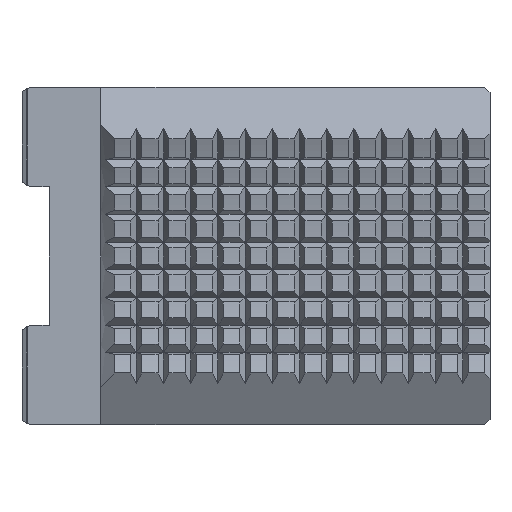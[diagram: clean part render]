
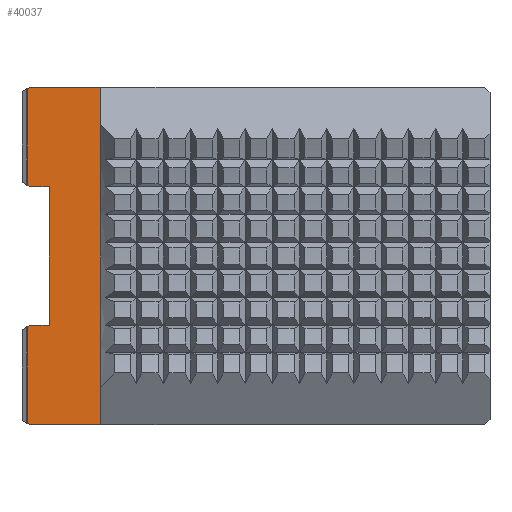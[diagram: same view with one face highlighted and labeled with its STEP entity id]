
A CAD part, front view. The second image highlights one B-rep face of the part: STEP entity #40037.
In plain terms, the highlighted planar face has unit normal (0, -1, 0).
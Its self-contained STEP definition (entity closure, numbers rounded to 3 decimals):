
#374 = EDGE_LOOP ( 'NONE', ( #8940, #1961, #7190, #14113, #13738, #46600, #14988, #49353, #24863, #26807, #23896, #49429, #33701 ) ) ;
#402 = EDGE_CURVE ( 'NONE', #32282, #40106, #17196, .T. ) ;
#1825 = CARTESIAN_POINT ( 'NONE',  ( 14.5, 37.35, -31. ) ) ;
#1859 = VECTOR ( 'NONE', #34659, 1000. ) ;
#1860 = EDGE_CURVE ( 'NONE', #2983, #39358, #32044, .T. ) ;
#1961 = ORIENTED_EDGE ( 'NONE', *, *, #40372, .F. ) ;
#2542 = EDGE_CURVE ( 'NONE', #32581, #40577, #38997, .T. ) ;
#2857 = FACE_OUTER_BOUND ( 'NONE', #374, .T. ) ;
#2983 = VERTEX_POINT ( 'NONE', #18180 ) ;
#3357 = CARTESIAN_POINT ( 'NONE',  ( 0.95, 37.35, 13.01 ) ) ;
#4374 = VECTOR ( 'NONE', #33515, 1000. ) ;
#4386 = CARTESIAN_POINT ( 'NONE',  ( 14.5, 37.35, 0. ) ) ;
#4418 = DIRECTION ( 'NONE',  ( -1., 0., 0. ) ) ;
#4819 = DIRECTION ( 'NONE',  ( 0., 0., 1. ) ) ;
#5381 = VERTEX_POINT ( 'NONE', #27186 ) ;
#5509 = CARTESIAN_POINT ( 'NONE',  ( 86., 37.35, -12.75 ) ) ;
#7190 = ORIENTED_EDGE ( 'NONE', *, *, #28086, .F. ) ;
#8940 = ORIENTED_EDGE ( 'NONE', *, *, #1860, .F. ) ;
#10065 = VERTEX_POINT ( 'NONE', #45072 ) ;
#10074 = EDGE_CURVE ( 'NONE', #46169, #10065, #30496, .T. ) ;
#10566 = DIRECTION ( 'NONE',  ( 0.866, 0., 0.5 ) ) ;
#11084 = PLANE ( 'NONE',  #14604 ) ;
#11211 = LINE ( 'NONE', #18609, #18000 ) ;
#11873 = VECTOR ( 'NONE', #39257, 1000. ) ;
#12682 = VERTEX_POINT ( 'NONE', #22448 ) ;
#12721 = CARTESIAN_POINT ( 'NONE',  ( 1.4, 37.35, 12.75 ) ) ;
#12962 = CARTESIAN_POINT ( 'NONE',  ( 0.95, 37.35, -13.01 ) ) ;
#13266 = DIRECTION ( 'NONE',  ( -0.866, 0., 0.5 ) ) ;
#13738 = ORIENTED_EDGE ( 'NONE', *, *, #37745, .T. ) ;
#14113 = ORIENTED_EDGE ( 'NONE', *, *, #31546, .F. ) ;
#14604 = AXIS2_PLACEMENT_3D ( 'NONE', #38650, #18483, #50120 ) ;
#14779 = DIRECTION ( 'NONE',  ( -1., 0., 0. ) ) ;
#14829 = VECTOR ( 'NONE', #24263, 1000. ) ;
#14988 = ORIENTED_EDGE ( 'NONE', *, *, #15388, .F. ) ;
#15388 = EDGE_CURVE ( 'NONE', #32282, #32581, #11211, .T. ) ;
#16298 = VECTOR ( 'NONE', #26897, 1000. ) ;
#16575 = VERTEX_POINT ( 'NONE', #49387 ) ;
#16792 = CARTESIAN_POINT ( 'NONE',  ( 1.4, 37.35, -31. ) ) ;
#17196 = LINE ( 'NONE', #1825, #4374 ) ;
#17278 = DIRECTION ( 'NONE',  ( 1., 0., 0. ) ) ;
#17835 = LINE ( 'NONE', #44930, #44233 ) ;
#18000 = VECTOR ( 'NONE', #14779, 1000. ) ;
#18180 = CARTESIAN_POINT ( 'NONE',  ( 5., 37.35, 12.75 ) ) ;
#18483 = DIRECTION ( 'NONE',  ( 0., 1., 0. ) ) ;
#18609 = CARTESIAN_POINT ( 'NONE',  ( 86., 37.35, -31. ) ) ;
#19076 = LINE ( 'NONE', #35155, #1859 ) ;
#19199 = VECTOR ( 'NONE', #45526, 1000. ) ;
#19202 = VECTOR ( 'NONE', #4418, 1000. ) ;
#20347 = VECTOR ( 'NONE', #50506, 1000. ) ;
#20962 = VERTEX_POINT ( 'NONE', #3357 ) ;
#21780 = CARTESIAN_POINT ( 'NONE',  ( 0.95, 37.35, -31. ) ) ;
#22448 = CARTESIAN_POINT ( 'NONE',  ( 5., 37.35, -12.75 ) ) ;
#22713 = EDGE_CURVE ( 'NONE', #40106, #5381, #28611, .T. ) ;
#23675 = CARTESIAN_POINT ( 'NONE',  ( 38.003, 37.35, -52.133 ) ) ;
#23896 = ORIENTED_EDGE ( 'NONE', *, *, #10074, .F. ) ;
#24263 = DIRECTION ( 'NONE',  ( 0., 0., -1. ) ) ;
#24758 = LINE ( 'NONE', #31943, #14829 ) ;
#24764 = CARTESIAN_POINT ( 'NONE',  ( 14.5, 37.35, -31. ) ) ;
#24863 = ORIENTED_EDGE ( 'NONE', *, *, #22713, .T. ) ;
#25795 = VERTEX_POINT ( 'NONE', #12962 ) ;
#26807 = ORIENTED_EDGE ( 'NONE', *, *, #28497, .T. ) ;
#26897 = DIRECTION ( 'NONE',  ( -1., 0., 0. ) ) ;
#27186 = CARTESIAN_POINT ( 'NONE',  ( 14.5, 37.35, 31. ) ) ;
#28086 = EDGE_CURVE ( 'NONE', #16575, #12682, #49168, .T. ) ;
#28497 = EDGE_CURVE ( 'NONE', #5381, #10065, #49844, .T. ) ;
#28611 = LINE ( 'NONE', #24764, #33154 ) ;
#29960 = CARTESIAN_POINT ( 'NONE',  ( 14.5, 37.35, -31. ) ) ;
#30496 = LINE ( 'NONE', #45326, #49202 ) ;
#31395 = CARTESIAN_POINT ( 'NONE',  ( 5., 37.35, 31. ) ) ;
#31546 = EDGE_CURVE ( 'NONE', #25795, #16575, #19076, .T. ) ;
#31943 = CARTESIAN_POINT ( 'NONE',  ( 0.95, 37.35, -31. ) ) ;
#32044 = LINE ( 'NONE', #40222, #19202 ) ;
#32282 = VERTEX_POINT ( 'NONE', #29960 ) ;
#32581 = VERTEX_POINT ( 'NONE', #16792 ) ;
#33154 = VECTOR ( 'NONE', #4819, 1000. ) ;
#33515 = DIRECTION ( 'NONE',  ( 0., 0., 1. ) ) ;
#33701 = ORIENTED_EDGE ( 'NONE', *, *, #37915, .F. ) ;
#33808 = EDGE_CURVE ( 'NONE', #46169, #20962, #44779, .T. ) ;
#34659 = DIRECTION ( 'NONE',  ( 0.866, 0., 0.5 ) ) ;
#34862 = CARTESIAN_POINT ( 'NONE',  ( 0.95, 37.35, 30.74 ) ) ;
#35155 = CARTESIAN_POINT ( 'NONE',  ( 83.794, 37.35, 34.82 ) ) ;
#36967 = CARTESIAN_POINT ( 'NONE',  ( 0.95, 37.35, -30.74 ) ) ;
#37745 = EDGE_CURVE ( 'NONE', #25795, #40577, #24758, .T. ) ;
#37915 = EDGE_CURVE ( 'NONE', #39358, #20962, #17835, .T. ) ;
#38650 = CARTESIAN_POINT ( 'NONE',  ( 86., 37.35, 31. ) ) ;
#38997 = LINE ( 'NONE', #23675, #11873 ) ;
#39257 = DIRECTION ( 'NONE',  ( -0.866, 0., 0.5 ) ) ;
#39358 = VERTEX_POINT ( 'NONE', #12721 ) ;
#39968 = VECTOR ( 'NONE', #17278, 1000. ) ;
#40037 = ADVANCED_FACE ( 'NONE', ( #2857 ), #11084, .F. ) ;
#40106 = VERTEX_POINT ( 'NONE', #4386 ) ;
#40222 = CARTESIAN_POINT ( 'NONE',  ( 86., 37.35, 12.75 ) ) ;
#40372 = EDGE_CURVE ( 'NONE', #12682, #2983, #50256, .T. ) ;
#40577 = VERTEX_POINT ( 'NONE', #36967 ) ;
#44233 = VECTOR ( 'NONE', #13266, 1000. ) ;
#44779 = LINE ( 'NONE', #21780, #19199 ) ;
#44930 = CARTESIAN_POINT ( 'NONE',  ( 56.948, 37.35, -19.32 ) ) ;
#45072 = CARTESIAN_POINT ( 'NONE',  ( 1.4, 37.35, 31. ) ) ;
#45326 = CARTESIAN_POINT ( 'NONE',  ( 64.85, 37.35, 67.633 ) ) ;
#45526 = DIRECTION ( 'NONE',  ( 0., 0., -1. ) ) ;
#46169 = VERTEX_POINT ( 'NONE', #34862 ) ;
#46600 = ORIENTED_EDGE ( 'NONE', *, *, #2542, .F. ) ;
#49168 = LINE ( 'NONE', #5509, #39968 ) ;
#49202 = VECTOR ( 'NONE', #10566, 1000. ) ;
#49353 = ORIENTED_EDGE ( 'NONE', *, *, #402, .T. ) ;
#49387 = CARTESIAN_POINT ( 'NONE',  ( 1.4, 37.35, -12.75 ) ) ;
#49429 = ORIENTED_EDGE ( 'NONE', *, *, #33808, .T. ) ;
#49844 = LINE ( 'NONE', #50347, #16298 ) ;
#50120 = DIRECTION ( 'NONE',  ( 0., 0., 1. ) ) ;
#50256 = LINE ( 'NONE', #31395, #20347 ) ;
#50347 = CARTESIAN_POINT ( 'NONE',  ( 86., 37.35, 31. ) ) ;
#50506 = DIRECTION ( 'NONE',  ( 0., 0., 1. ) ) ;
